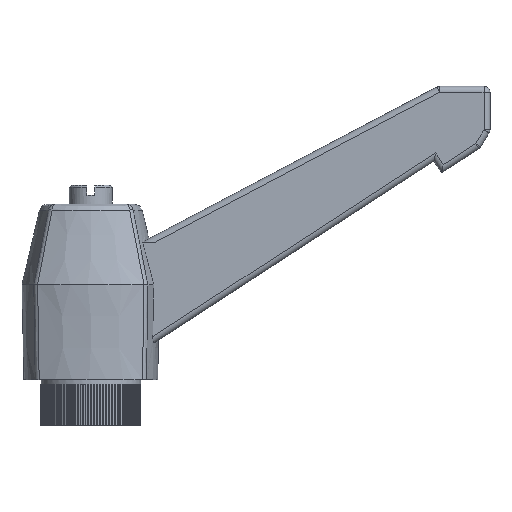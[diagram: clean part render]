
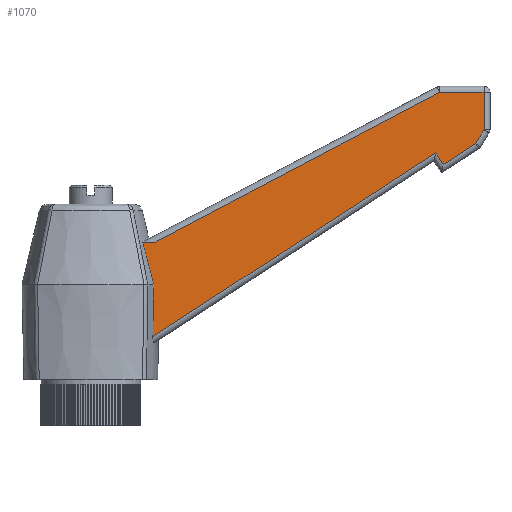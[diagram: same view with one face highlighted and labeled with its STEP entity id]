
A CAD part, front view. The second image highlights one B-rep face of the part: STEP entity #1070.
In plain terms, the highlighted planar face has unit normal (0, -1, 0).
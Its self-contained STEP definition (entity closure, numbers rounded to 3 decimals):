
#1070 = ADVANCED_FACE( '', ( #2389 ), #2390, .T. );
#2389 = FACE_OUTER_BOUND( '', #4957, .T. );
#2390 = PLANE( '', #4958 );
#4957 = EDGE_LOOP( '', ( #8792, #8793, #8794, #8795, #8796, #8797, #8798, #8799, #8800, #8801 ) );
#4958 = AXIS2_PLACEMENT_3D( '', #8802, #8803, #8804 );
#8792 = ORIENTED_EDGE( '', *, *, #12466, .T. );
#8793 = ORIENTED_EDGE( '', *, *, #12486, .T. );
#8794 = ORIENTED_EDGE( '', *, *, #11194, .T. );
#8795 = ORIENTED_EDGE( '', *, *, #12575, .T. );
#8796 = ORIENTED_EDGE( '', *, *, #12576, .T. );
#8797 = ORIENTED_EDGE( '', *, *, #12577, .T. );
#8798 = ORIENTED_EDGE( '', *, *, #12578, .T. );
#8799 = ORIENTED_EDGE( '', *, *, #12579, .T. );
#8800 = ORIENTED_EDGE( '', *, *, #12580, .T. );
#8801 = ORIENTED_EDGE( '', *, *, #12581, .T. );
#8802 = CARTESIAN_POINT( '', ( 0., -9.5, 9. ) );
#8803 = DIRECTION( '', ( 0., -1., 0. ) );
#8804 = DIRECTION( '', ( 0., 0., -1. ) );
#11194 = EDGE_CURVE( '', #13159, #13164, #13166, .T. );
#12466 = EDGE_CURVE( '', #15258, #15271, #15273, .T. );
#12486 = EDGE_CURVE( '', #15271, #13159, #15295, .T. );
#12575 = EDGE_CURVE( '', #13164, #13923, #15402, .T. );
#12576 = EDGE_CURVE( '', #13923, #15088, #15403, .T. );
#12577 = EDGE_CURVE( '', #15088, #13662, #15404, .T. );
#12578 = EDGE_CURVE( '', #13662, #15405, #15406, .T. );
#12579 = EDGE_CURVE( '', #15405, #15407, #15408, .T. );
#12580 = EDGE_CURVE( '', #15407, #15409, #15410, .T. );
#12581 = EDGE_CURVE( '', #15409, #15258, #15411, .T. );
#13159 = VERTEX_POINT( '', #16068 );
#13164 = VERTEX_POINT( '', #16074 );
#13166 = LINE( '', #16076, #16077 );
#13662 = VERTEX_POINT( '', #16758 );
#13923 = VERTEX_POINT( '', #17141 );
#15088 = VERTEX_POINT( '', #18952 );
#15258 = VERTEX_POINT( '', #19256 );
#15271 = VERTEX_POINT( '', #19305 );
#15273 = B_SPLINE_CURVE_WITH_KNOTS( '', 3, ( #19320, #19321, #19322, #19323, #19324, #19325, #19326 ), .UNSPECIFIED., .F., .F., ( 4, 3, 4 ), ( 0., 0.007, 0.013 ), .UNSPECIFIED. );
#15295 = LINE( '', #19359, #19360 );
#15402 = LINE( '', #19577, #19578 );
#15403 = LINE( '', #19579, #19580 );
#15404 = LINE( '', #19581, #19582 );
#15405 = VERTEX_POINT( '', #19583 );
#15406 = LINE( '', #19584, #19585 );
#15407 = VERTEX_POINT( '', #19586 );
#15408 = LINE( '', #19587, #19588 );
#15409 = VERTEX_POINT( '', #19589 );
#15410 = LINE( '', #19590, #19591 );
#15411 = B_SPLINE_CURVE_WITH_KNOTS( '', 3, ( #19592, #19593, #19594, #19595 ), .UNSPECIFIED., .F., .F., ( 4, 4 ), ( 0.01, 0.021 ), .UNSPECIFIED. );
#16068 = CARTESIAN_POINT( '', ( 86.389, -9.5, 56.825 ) );
#16074 = CARTESIAN_POINT( '', ( 88.296, -9.5, 53.889 ) );
#16076 = CARTESIAN_POINT( '', ( 89.113, -9.5, 52.631 ) );
#16077 = VECTOR( '', #20551, 1000. );
#16758 = CARTESIAN_POINT( '', ( 98.5, -9.5, 72. ) );
#17141 = CARTESIAN_POINT( '', ( 96.395, -9.5, 59.149 ) );
#18952 = CARTESIAN_POINT( '', ( 98.5, -9.5, 62.619 ) );
#19256 = CARTESIAN_POINT( '', ( 15.775, -9.5, 23.8 ) );
#19305 = CARTESIAN_POINT( '', ( 15.495, -9.5, 10.785 ) );
#19320 = CARTESIAN_POINT( '', ( 15.775, -9.5, 23.8 ) );
#19321 = CARTESIAN_POINT( '', ( 15.722, -9.5, 21.333 ) );
#19322 = CARTESIAN_POINT( '', ( 15.669, -9.5, 18.867 ) );
#19323 = CARTESIAN_POINT( '', ( 15.616, -9.5, 16.4 ) );
#19324 = CARTESIAN_POINT( '', ( 15.575, -9.5, 14.528 ) );
#19325 = CARTESIAN_POINT( '', ( 15.535, -9.5, 12.657 ) );
#19326 = CARTESIAN_POINT( '', ( 15.495, -9.5, 10.785 ) );
#19359 = CARTESIAN_POINT( '', ( 85.131, -9.5, 56.008 ) );
#19360 = VECTOR( '', #22351, 1000. );
#19577 = CARTESIAN_POINT( '', ( 96.682, -9.5, 59.336 ) );
#19578 = VECTOR( '', #22420, 1000. );
#19579 = CARTESIAN_POINT( '', ( 98.718, -9.5, 62.978 ) );
#19580 = VECTOR( '', #22421, 1000. );
#19581 = CARTESIAN_POINT( '', ( 98.5, -9.5, 73.5 ) );
#19582 = VECTOR( '', #22422, 1000. );
#19583 = CARTESIAN_POINT( '', ( 87.371, -9.5, 72. ) );
#19584 = CARTESIAN_POINT( '', ( 87., -9.5, 72. ) );
#19585 = VECTOR( '', #22423, 1000. );
#19586 = CARTESIAN_POINT( '', ( 16.217, -9.5, 34.5 ) );
#19587 = CARTESIAN_POINT( '', ( 13.699, -9.5, 33.173 ) );
#19588 = VECTOR( '', #22424, 1000. );
#19589 = CARTESIAN_POINT( '', ( 12.945, -9.5, 34.5 ) );
#19590 = CARTESIAN_POINT( '', ( 13., -9.5, 34.5 ) );
#19591 = VECTOR( '', #22425, 1000. );
#19592 = CARTESIAN_POINT( '', ( 12.945, -9.5, 34.5 ) );
#19593 = CARTESIAN_POINT( '', ( 13.909, -9.5, 30.939 ) );
#19594 = CARTESIAN_POINT( '', ( 14.849, -9.5, 27.371 ) );
#19595 = CARTESIAN_POINT( '', ( 15.775, -9.5, 23.8 ) );
#20551 = DIRECTION( '', ( 0.545, 0., -0.839 ) );
#22351 = DIRECTION( '', ( 0.839, 0., 0.545 ) );
#22420 = DIRECTION( '', ( 0.839, 0., 0.545 ) );
#22421 = DIRECTION( '', ( 0.519, 0., 0.855 ) );
#22422 = DIRECTION( '', ( 0., 0., 1. ) );
#22423 = DIRECTION( '', ( -1., 0., 0. ) );
#22424 = DIRECTION( '', ( -0.885, 0., -0.466 ) );
#22425 = DIRECTION( '', ( -1., 0., 0. ) );
